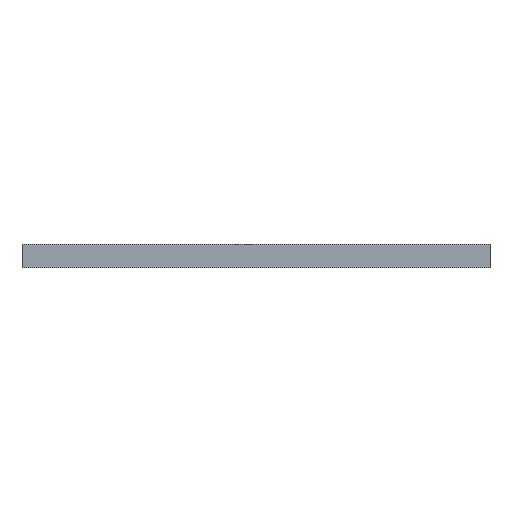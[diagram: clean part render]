
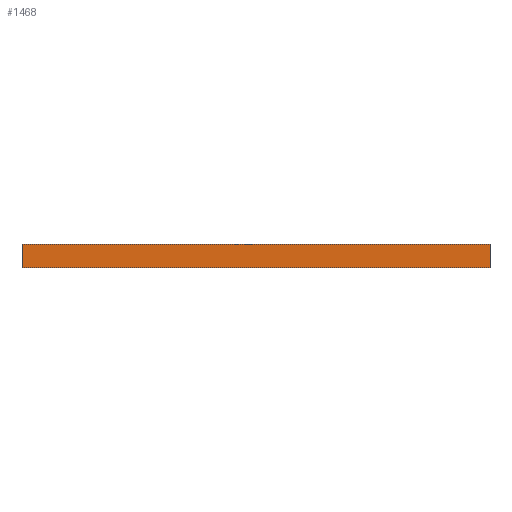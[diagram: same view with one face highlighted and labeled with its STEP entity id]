
A CAD part, front view. The second image highlights one B-rep face of the part: STEP entity #1468.
In plain terms, the highlighted planar face has unit normal (0, -1, 0).
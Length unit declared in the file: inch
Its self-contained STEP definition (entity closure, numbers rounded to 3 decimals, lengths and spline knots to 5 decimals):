
#89 = EDGE_CURVE ( 'NONE', #3347, #4268, #3339, .T. ) ;
#118 = DIRECTION ( 'NONE',  ( 0., -1., 0. ) ) ;
#151 = CARTESIAN_POINT ( 'NONE',  ( -0.59055, -0.59055, 0.01969 ) ) ;
#1071 = VECTOR ( 'NONE', #5975, 39.37008 ) ;
#1221 = EDGE_CURVE ( 'NONE', #3624, #3135, #4722, .T. ) ;
#1468 = ADVANCED_FACE ( 'NONE', ( #4644 ), #2093, .T. ) ;
#1739 = DIRECTION ( 'NONE',  ( 1., 0., 0. ) ) ;
#2093 = PLANE ( 'NONE',  #5379 ) ;
#2322 = CARTESIAN_POINT ( 'NONE',  ( -0.59055, -0.59055, 0. ) ) ;
#2334 = CARTESIAN_POINT ( 'NONE',  ( 0.59055, -0.59055, -0.03937 ) ) ;
#2510 = ORIENTED_EDGE ( 'NONE', *, *, #1221, .F. ) ;
#2549 = ORIENTED_EDGE ( 'NONE', *, *, #4544, .T. ) ;
#2658 = EDGE_CURVE ( 'NONE', #3135, #4268, #5270, .T. ) ;
#2726 = EDGE_LOOP ( 'NONE', ( #2510, #2549, #3537, #4631 ) ) ;
#2774 = CARTESIAN_POINT ( 'NONE',  ( 0.59055, -0.59055, 0. ) ) ;
#3135 = VERTEX_POINT ( 'NONE', #5266 ) ;
#3148 = CARTESIAN_POINT ( 'NONE',  ( -0.59055, -0.59055, 0. ) ) ;
#3301 = CARTESIAN_POINT ( 'NONE',  ( -0.59055, -0.59055, -0.03937 ) ) ;
#3339 = LINE ( 'NONE', #2774, #4079 ) ;
#3347 = VERTEX_POINT ( 'NONE', #2334 ) ;
#3537 = ORIENTED_EDGE ( 'NONE', *, *, #89, .T. ) ;
#3568 = CARTESIAN_POINT ( 'NONE',  ( 0.59055, -0.59055, 0.01969 ) ) ;
#3624 = VERTEX_POINT ( 'NONE', #4860 ) ;
#4079 = VECTOR ( 'NONE', #5905, 39.37008 ) ;
#4268 = VERTEX_POINT ( 'NONE', #3568 ) ;
#4544 = EDGE_CURVE ( 'NONE', #3624, #3347, #6594, .T. ) ;
#4631 = ORIENTED_EDGE ( 'NONE', *, *, #2658, .F. ) ;
#4644 = FACE_OUTER_BOUND ( 'NONE', #2726, .T. ) ;
#4722 = LINE ( 'NONE', #2322, #1071 ) ;
#4860 = CARTESIAN_POINT ( 'NONE',  ( -0.59055, -0.59055, -0.03937 ) ) ;
#4929 = VECTOR ( 'NONE', #5212, 39.37008 ) ;
#5212 = DIRECTION ( 'NONE',  ( 1., 0., 0. ) ) ;
#5266 = CARTESIAN_POINT ( 'NONE',  ( -0.59055, -0.59055, 0.01969 ) ) ;
#5270 = LINE ( 'NONE', #151, #6277 ) ;
#5379 = AXIS2_PLACEMENT_3D ( 'NONE', #3148, #118, #6377 ) ;
#5905 = DIRECTION ( 'NONE',  ( 0., 0., 1. ) ) ;
#5975 = DIRECTION ( 'NONE',  ( 0., 0., 1. ) ) ;
#6277 = VECTOR ( 'NONE', #1739, 39.37008 ) ;
#6377 = DIRECTION ( 'NONE',  ( 1., 0., 0. ) ) ;
#6594 = LINE ( 'NONE', #3301, #4929 ) ;
